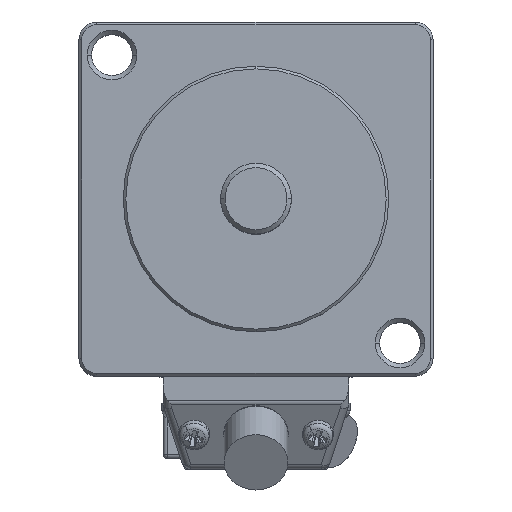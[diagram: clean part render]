
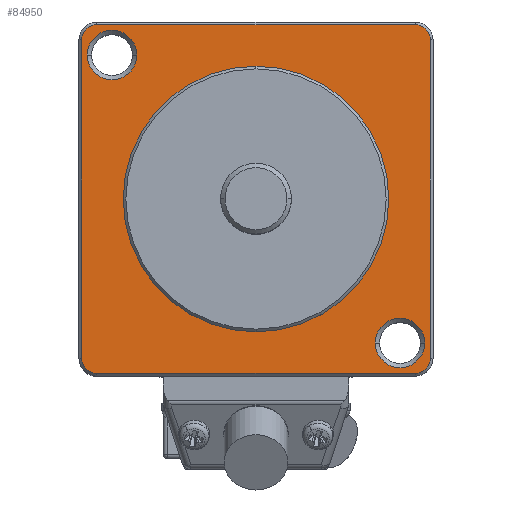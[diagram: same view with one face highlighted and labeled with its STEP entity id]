
A CAD part, top view. The second image highlights one B-rep face of the part: STEP entity #84950.
In plain terms, the highlighted planar face has unit normal (0, 0, 1).
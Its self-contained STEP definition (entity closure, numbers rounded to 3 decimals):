
#79370=CARTESIAN_POINT('',(-15.,0.,13.5));
#79380=VERTEX_POINT('',#79370);
#79430=CARTESIAN_POINT('',(0.,0.,
13.5));
#79440=DIRECTION('',(0.,0.,1.));
#79450=DIRECTION('',(1.,0.,0.));
#79460=AXIS2_PLACEMENT_3D('',#79430,#79440,#79450);
#79470=CIRCLE('',#79460,15.);
#79480=CARTESIAN_POINT('',(15.,0.,13.5));
#79490=VERTEX_POINT('',#79480);
#79500=EDGE_CURVE('',#79490,#79380,#79470,.T.);
#83710=CARTESIAN_POINT('',(13.463,-16.263,13.5));
#83720=VERTEX_POINT('',#83710);
#83750=CARTESIAN_POINT('',(16.263,-16.263,13.5));
#83760=DIRECTION('',(0.,0.,1.));
#83770=DIRECTION('',(1.,0.,0.));
#83780=AXIS2_PLACEMENT_3D('',#83750,#83760,#83770);
#83790=CIRCLE('',#83780,2.8);
#83800=CARTESIAN_POINT('',(19.063,-16.263,13.5));
#83810=VERTEX_POINT('',#83800);
#83820=EDGE_CURVE('',#83810,#83720,#83790,.T.);
#83950=CARTESIAN_POINT('',(-19.7,-19.7,13.5));
#83960=DIRECTION('',(0.,0.,1.));
#83970=DIRECTION('',(1.,0.,0.));
#83980=AXIS2_PLACEMENT_3D('',#83950,#83960,#83970);
#83990=PLANE('',#83980);
#84000=CARTESIAN_POINT('',(-18.,18.,13.5));
#84010=DIRECTION('',(0.,0.,-1.));
#84020=DIRECTION('',(-1.,0.,0.));
#84030=AXIS2_PLACEMENT_3D('',#84000,#84010,#84020);
#84040=CIRCLE('',#84030,1.7);
#84050=CARTESIAN_POINT('',(-19.7,18.,13.5));
#84060=VERTEX_POINT('',#84050);
#84070=CARTESIAN_POINT('',(-18.,19.7,13.5));
#84080=VERTEX_POINT('',#84070);
#84090=EDGE_CURVE('',#84060,#84080,#84040,.T.);
#84100=ORIENTED_EDGE('',*,*,#84090,.F.);
#84110=CARTESIAN_POINT('',(0.,19.7,13.5));
#84120=DIRECTION('',(1.,0.,0.));
#84130=VECTOR('',#84120,1.);
#84140=LINE('',#84110,#84130);
#84150=CARTESIAN_POINT('',(18.,19.7,13.5));
#84160=VERTEX_POINT('',#84150);
#84170=EDGE_CURVE('',#84080,#84160,#84140,.T.);
#84180=ORIENTED_EDGE('',*,*,#84170,.F.);
#84190=CARTESIAN_POINT('',(18.,18.,13.5));
#84200=DIRECTION('',(0.,0.,-1.));
#84210=DIRECTION('',(-1.,0.,0.));
#84220=AXIS2_PLACEMENT_3D('',#84190,#84200,#84210);
#84230=CIRCLE('',#84220,1.7);
#84240=CARTESIAN_POINT('',(19.7,18.,13.5));
#84250=VERTEX_POINT('',#84240);
#84260=EDGE_CURVE('',#84160,#84250,#84230,.T.);
#84270=ORIENTED_EDGE('',*,*,#84260,.F.);
#84280=CARTESIAN_POINT('',(19.7,0.,13.5));
#84290=DIRECTION('',(0.,-1.,0.));
#84300=VECTOR('',#84290,1.);
#84310=LINE('',#84280,#84300);
#84320=CARTESIAN_POINT('',(19.7,-18.,13.5));
#84330=VERTEX_POINT('',#84320);
#84340=EDGE_CURVE('',#84250,#84330,#84310,.T.);
#84350=ORIENTED_EDGE('',*,*,#84340,.F.);
#84360=CARTESIAN_POINT('',(18.,-18.,13.5));
#84370=DIRECTION('',(0.,0.,-1.));
#84380=DIRECTION('',(-1.,0.,0.));
#84390=AXIS2_PLACEMENT_3D('',#84360,#84370,#84380);
#84400=CIRCLE('',#84390,1.7);
#84410=CARTESIAN_POINT('',(18.,-19.7,13.5));
#84420=VERTEX_POINT('',#84410);
#84430=EDGE_CURVE('',#84330,#84420,#84400,.T.);
#84440=ORIENTED_EDGE('',*,*,#84430,.F.);
#84450=CARTESIAN_POINT('',(0.,-19.7,13.5));
#84460=DIRECTION('',(-1.,0.,0.));
#84470=VECTOR('',#84460,1.);
#84480=LINE('',#84450,#84470);
#84490=CARTESIAN_POINT('',(-18.,-19.7,13.5));
#84500=VERTEX_POINT('',#84490);
#84510=EDGE_CURVE('',#84420,#84500,#84480,.T.);
#84520=ORIENTED_EDGE('',*,*,#84510,.F.);
#84530=CARTESIAN_POINT('',(-18.,-18.,13.5));
#84540=DIRECTION('',(0.,0.,-1.));
#84550=DIRECTION('',(-1.,0.,0.));
#84560=AXIS2_PLACEMENT_3D('',#84530,#84540,#84550);
#84570=CIRCLE('',#84560,1.7);
#84580=CARTESIAN_POINT('',(-19.7,-18.,13.5));
#84590=VERTEX_POINT('',#84580);
#84600=EDGE_CURVE('',#84500,#84590,#84570,.T.);
#84610=ORIENTED_EDGE('',*,*,#84600,.F.);
#84620=CARTESIAN_POINT('',(-19.7,0.,13.5));
#84630=DIRECTION('',(0.,1.,0.));
#84640=VECTOR('',#84630,1.);
#84650=LINE('',#84620,#84640);
#84660=EDGE_CURVE('',#84590,#84060,#84650,.T.);
#84670=ORIENTED_EDGE('',*,*,#84660,.F.);
#84680=EDGE_LOOP('',(#84670,#84610,#84520,#84440,#84350,#84270,#84180,
#84100));
#84690=FACE_OUTER_BOUND('',#84680,.T.);
#84700=EDGE_CURVE('',#79380,#79490,#79470,.T.);
#84710=ORIENTED_EDGE('',*,*,#84700,.F.);
#84720=ORIENTED_EDGE('',*,*,#79500,.F.);
#84730=EDGE_LOOP('',(#84720,#84710));
#84740=FACE_BOUND('',#84730,.T.);
#84750=CARTESIAN_POINT('',(-16.263,16.263,13.5));
#84760=DIRECTION('',(0.,0.,1.));
#84770=DIRECTION('',(1.,0.,0.));
#84780=AXIS2_PLACEMENT_3D('',#84750,#84760,#84770);
#84790=CIRCLE('',#84780,2.8);
#84800=CARTESIAN_POINT('',(-19.063,16.263,13.5));
#84810=VERTEX_POINT('',#84800);
#84820=CARTESIAN_POINT('',(-13.463,16.263,13.5));
#84830=VERTEX_POINT('',#84820);
#84840=EDGE_CURVE('',#84810,#84830,#84790,.T.);
#84850=ORIENTED_EDGE('',*,*,#84840,.F.);
#84860=EDGE_CURVE('',#84830,#84810,#84790,.T.);
#84870=ORIENTED_EDGE('',*,*,#84860,.F.);
#84880=EDGE_LOOP('',(#84870,#84850));
#84890=FACE_BOUND('',#84880,.T.);
#84900=EDGE_CURVE('',#83720,#83810,#83790,.T.);
#84910=ORIENTED_EDGE('',*,*,#84900,.F.);
#84920=ORIENTED_EDGE('',*,*,#83820,.F.);
#84930=EDGE_LOOP('',(#84920,#84910));
#84940=FACE_BOUND('',#84930,.T.);
#84950=ADVANCED_FACE('',(#84690,#84740,#84890,#84940),#83990,.T.);
